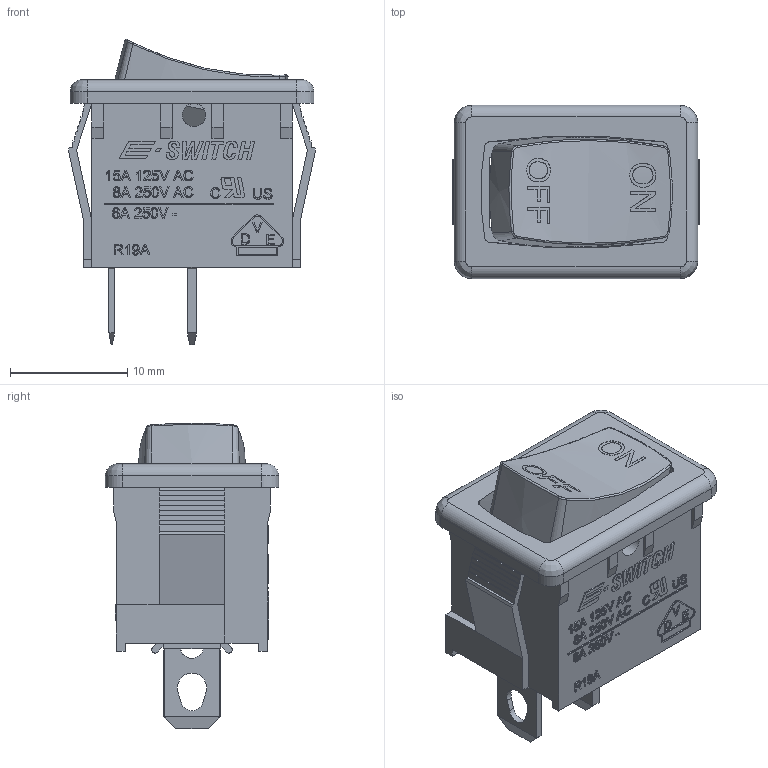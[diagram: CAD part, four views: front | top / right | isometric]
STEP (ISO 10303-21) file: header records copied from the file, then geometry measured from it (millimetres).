
FILE_DESCRIPTION((' '),'2;1');
FILE_NAME('R1966AxxxxxxIG.stp','2017-07-28T10:31:04',(' '),(' '),' ','ACIS',' ');
FILE_SCHEMA(('CONFIG_CONTROL_DESIGN'));
Length unit declared in the file: inch
Products named in the file (1): R1966AxxxxxxIG.stp
Bounding box: 21.1 x 14.8 x 26.06 mm (x, y, z)
Volume: 1923.8 mm3; surface area: 3518 mm2
Topology: 1 solids, 1 shells, 969 faces, 2632 edges, 1735 vertices
Faces by surface type: plane 587, bspline 313, cylinder 56, cone 13
Full cylindrical faces by diameter (mm): 2 x6
Entity records: 38627 total; most frequent: CARTESIAN_POINT 16098, ORIENTED_EDGE 5250, DIRECTION 3466, EDGE_CURVE 2625, VECTOR 1826, LINE 1826, VERTEX_POINT 1732, EDGE_LOOP 1069
